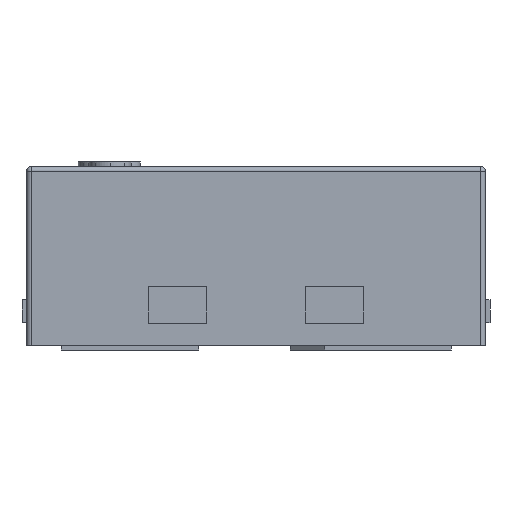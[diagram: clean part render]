
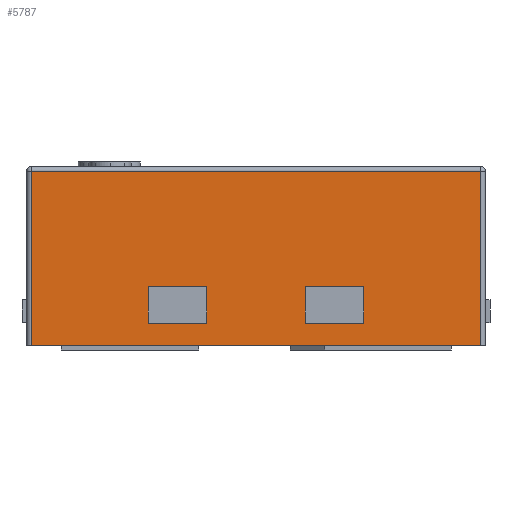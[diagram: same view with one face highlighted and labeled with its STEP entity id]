
A CAD part, left-side view. The second image highlights one B-rep face of the part: STEP entity #5787.
In plain terms, the highlighted planar face has unit normal (-1, 0, 0).
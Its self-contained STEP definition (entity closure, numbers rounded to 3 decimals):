
#63 = EDGE_CURVE ( 'NONE', #7608, #141, #9069, .T. ) ;
#141 = VERTEX_POINT ( 'NONE', #8978 ) ;
#241 = CARTESIAN_POINT ( 'NONE',  ( -0.5, 0.49, 0.38 ) ) ;
#700 = DIRECTION ( 'NONE',  ( 0., 0., -1. ) ) ;
#760 = EDGE_CURVE ( 'NONE', #141, #3813, #12222, .T. ) ;
#779 = CARTESIAN_POINT ( 'NONE',  ( -0.5, -0.235, 0.128 ) ) ;
#800 = VECTOR ( 'NONE', #1528, 1000. ) ;
#825 = LINE ( 'NONE', #12420, #13014 ) ;
#975 = VERTEX_POINT ( 'NONE', #7542 ) ;
#1148 = CARTESIAN_POINT ( 'NONE',  ( -0.5, 0.49, 0. ) ) ;
#1181 = VECTOR ( 'NONE', #9998, 1000. ) ;
#1528 = DIRECTION ( 'NONE',  ( 0., -1., 0. ) ) ;
#1624 = CARTESIAN_POINT ( 'NONE',  ( -0.5, 0.5, 0. ) ) ;
#1842 = VECTOR ( 'NONE', #12230, 1000. ) ;
#1844 = EDGE_CURVE ( 'NONE', #10821, #11884, #12949, .T. ) ;
#1854 = DIRECTION ( 'NONE',  ( 0., 0., -1. ) ) ;
#1884 = CARTESIAN_POINT ( 'NONE',  ( -0.5, -0.235, 0.049 ) ) ;
#2056 = EDGE_CURVE ( 'NONE', #10699, #8161, #2663, .T. ) ;
#2663 = LINE ( 'NONE', #4108, #8153 ) ;
#2708 = FACE_OUTER_BOUND ( 'NONE', #17388, .T. ) ;
#2993 = ORIENTED_EDGE ( 'NONE', *, *, #5742, .F. ) ;
#3295 = CARTESIAN_POINT ( 'NONE',  ( -0.5, -0.235, 0.128 ) ) ;
#3705 = VERTEX_POINT ( 'NONE', #779 ) ;
#3776 = DIRECTION ( 'NONE',  ( 0., 0., 1. ) ) ;
#3813 = VERTEX_POINT ( 'NONE', #1884 ) ;
#4024 = EDGE_CURVE ( 'NONE', #8161, #10821, #825, .T. ) ;
#4108 = CARTESIAN_POINT ( 'NONE',  ( -0.5, -0.49, 0.39 ) ) ;
#4263 = EDGE_CURVE ( 'NONE', #3813, #3705, #16792, .T. ) ;
#4312 = DIRECTION ( 'NONE',  ( 0., 1., 0. ) ) ;
#4346 = VERTEX_POINT ( 'NONE', #17074 ) ;
#5257 = EDGE_CURVE ( 'NONE', #11884, #10699, #13199, .T. ) ;
#5473 = LINE ( 'NONE', #6781, #8253 ) ;
#5493 = DIRECTION ( 'NONE',  ( 1., 0., 0. ) ) ;
#5586 = DIRECTION ( 'NONE',  ( 0., 0., -1. ) ) ;
#5742 = EDGE_CURVE ( 'NONE', #12009, #4346, #16717, .T. ) ;
#5787 = ADVANCED_FACE ( 'NONE', ( #8440, #2708, #6990 ), #18404, .F. ) ;
#6066 = ORIENTED_EDGE ( 'NONE', *, *, #4263, .F. ) ;
#6538 = VECTOR ( 'NONE', #4312, 1000. ) ;
#6781 = CARTESIAN_POINT ( 'NONE',  ( -0.5, 0.235, 0.128 ) ) ;
#6990 = FACE_BOUND ( 'NONE', #10613, .T. ) ;
#7142 = CARTESIAN_POINT ( 'NONE',  ( -0.5, 0.49, 0.39 ) ) ;
#7209 = CARTESIAN_POINT ( 'NONE',  ( -0.5, -0.107, 0.128 ) ) ;
#7540 = CARTESIAN_POINT ( 'NONE',  ( -0.5, -0.107, 0.128 ) ) ;
#7542 = CARTESIAN_POINT ( 'NONE',  ( -0.5, 0.235, 0.049 ) ) ;
#7608 = VERTEX_POINT ( 'NONE', #7209 ) ;
#7642 = VECTOR ( 'NONE', #16613, 1000. ) ;
#7741 = VECTOR ( 'NONE', #8264, 1000. ) ;
#8153 = VECTOR ( 'NONE', #8481, 1000. ) ;
#8161 = VERTEX_POINT ( 'NONE', #13861 ) ;
#8253 = VECTOR ( 'NONE', #700, 1000. ) ;
#8264 = DIRECTION ( 'NONE',  ( 0., -1., 0. ) ) ;
#8440 = FACE_BOUND ( 'NONE', #11427, .T. ) ;
#8481 = DIRECTION ( 'NONE',  ( 0., 0., 1. ) ) ;
#8693 = EDGE_CURVE ( 'NONE', #3705, #7608, #14935, .T. ) ;
#8978 = CARTESIAN_POINT ( 'NONE',  ( -0.5, -0.107, 0.049 ) ) ;
#9000 = EDGE_CURVE ( 'NONE', #16096, #975, #5473, .T. ) ;
#9069 = LINE ( 'NONE', #7540, #9266 ) ;
#9172 = ORIENTED_EDGE ( 'NONE', *, *, #760, .F. ) ;
#9266 = VECTOR ( 'NONE', #1854, 1000. ) ;
#9477 = CARTESIAN_POINT ( 'NONE',  ( -0.5, 0.107, 0.128 ) ) ;
#9539 = DIRECTION ( 'NONE',  ( 0., 0., 1. ) ) ;
#9998 = DIRECTION ( 'NONE',  ( 0., 0., -1. ) ) ;
#10210 = LINE ( 'NONE', #15506, #7741 ) ;
#10473 = LINE ( 'NONE', #13222, #6538 ) ;
#10613 = EDGE_LOOP ( 'NONE', ( #11339, #6066, #9172, #11368 ) ) ;
#10699 = VERTEX_POINT ( 'NONE', #13945 ) ;
#10821 = VERTEX_POINT ( 'NONE', #241 ) ;
#10838 = ORIENTED_EDGE ( 'NONE', *, *, #9000, .F. ) ;
#10992 = DIRECTION ( 'NONE',  ( 0., 1., 0. ) ) ;
#11023 = CARTESIAN_POINT ( 'NONE',  ( -0.5, 0.107, 0.049 ) ) ;
#11170 = ORIENTED_EDGE ( 'NONE', *, *, #2056, .T. ) ;
#11339 = ORIENTED_EDGE ( 'NONE', *, *, #8693, .F. ) ;
#11368 = ORIENTED_EDGE ( 'NONE', *, *, #63, .F. ) ;
#11427 = EDGE_LOOP ( 'NONE', ( #17033, #10838, #17050, #2993 ) ) ;
#11459 = ORIENTED_EDGE ( 'NONE', *, *, #5257, .T. ) ;
#11884 = VERTEX_POINT ( 'NONE', #1148 ) ;
#12009 = VERTEX_POINT ( 'NONE', #11023 ) ;
#12222 = LINE ( 'NONE', #15207, #7642 ) ;
#12230 = DIRECTION ( 'NONE',  ( 0., 1., 0. ) ) ;
#12420 = CARTESIAN_POINT ( 'NONE',  ( -0.5, 0.5, 0.38 ) ) ;
#12949 = LINE ( 'NONE', #7142, #1181 ) ;
#13014 = VECTOR ( 'NONE', #10992, 1000. ) ;
#13199 = LINE ( 'NONE', #1624, #800 ) ;
#13222 = CARTESIAN_POINT ( 'NONE',  ( -0.5, 0.235, 0.128 ) ) ;
#13603 = CARTESIAN_POINT ( 'NONE',  ( -0.5, -0.235, 0.128 ) ) ;
#13828 = ORIENTED_EDGE ( 'NONE', *, *, #4024, .T. ) ;
#13861 = CARTESIAN_POINT ( 'NONE',  ( -0.5, -0.49, 0.38 ) ) ;
#13945 = CARTESIAN_POINT ( 'NONE',  ( -0.5, -0.49, 0. ) ) ;
#14400 = AXIS2_PLACEMENT_3D ( 'NONE', #18317, #5493, #5586 ) ;
#14773 = EDGE_CURVE ( 'NONE', #4346, #16096, #10473, .T. ) ;
#14935 = LINE ( 'NONE', #3295, #1842 ) ;
#15207 = CARTESIAN_POINT ( 'NONE',  ( -0.5, -0.235, 0.049 ) ) ;
#15335 = CARTESIAN_POINT ( 'NONE',  ( -0.5, 0.235, 0.128 ) ) ;
#15506 = CARTESIAN_POINT ( 'NONE',  ( -0.5, 0.235, 0.049 ) ) ;
#15578 = VECTOR ( 'NONE', #3776, 1000. ) ;
#16092 = ORIENTED_EDGE ( 'NONE', *, *, #1844, .T. ) ;
#16096 = VERTEX_POINT ( 'NONE', #15335 ) ;
#16613 = DIRECTION ( 'NONE',  ( 0., -1., 0. ) ) ;
#16717 = LINE ( 'NONE', #9477, #15578 ) ;
#16792 = LINE ( 'NONE', #13603, #17794 ) ;
#17033 = ORIENTED_EDGE ( 'NONE', *, *, #17768, .F. ) ;
#17050 = ORIENTED_EDGE ( 'NONE', *, *, #14773, .F. ) ;
#17074 = CARTESIAN_POINT ( 'NONE',  ( -0.5, 0.107, 0.128 ) ) ;
#17388 = EDGE_LOOP ( 'NONE', ( #13828, #16092, #11459, #11170 ) ) ;
#17768 = EDGE_CURVE ( 'NONE', #975, #12009, #10210, .T. ) ;
#17794 = VECTOR ( 'NONE', #9539, 1000. ) ;
#18317 = CARTESIAN_POINT ( 'NONE',  ( -0.5, 0.5, 0.39 ) ) ;
#18404 = PLANE ( 'NONE',  #14400 ) ;
